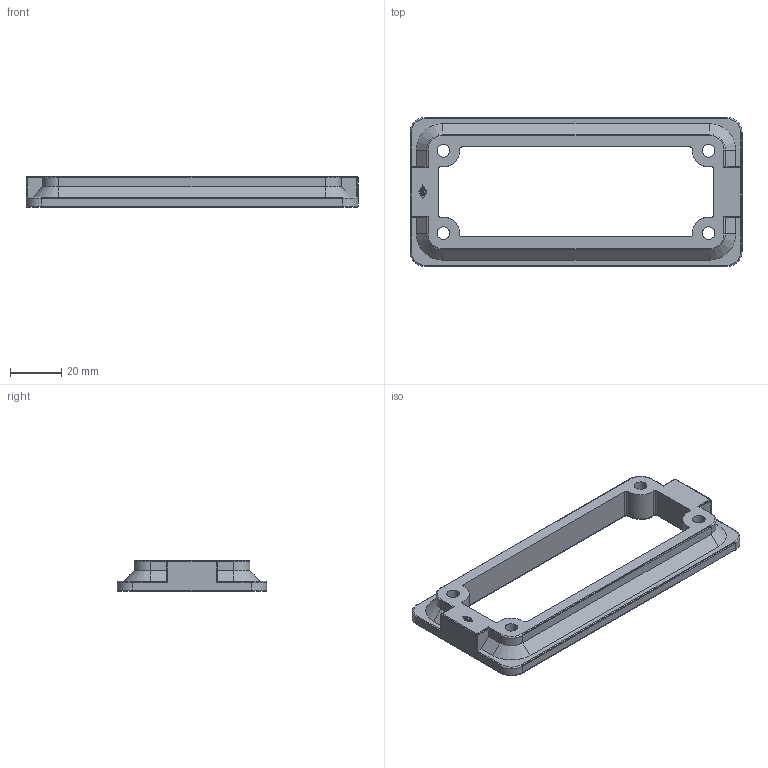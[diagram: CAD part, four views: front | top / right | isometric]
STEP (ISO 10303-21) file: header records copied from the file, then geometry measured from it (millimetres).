
FILE_DESCRIPTION((''),'2;1');
FILE_NAME('CG 16 FL.stp','2007-01-02T16:44:33',('gembarski'),(''),'Autodesk Inventor 7','Autodesk Inventor 7','');
FILE_SCHEMA(('AUTOMOTIVE_DESIGN { 1 0 10303 214 1 1 1 1 }'));
Length unit declared in the file: millimetre
Products named in the file (1): CG 16 FL
Bounding box: 129 x 58 x 12 mm (x, y, z)
Volume: 32370.6 mm3; surface area: 14922.1 mm2
Topology: 1 solids, 1 shells, 215 faces, 549 edges, 338 vertices
Faces by surface type: cylinder 110, plane 65, torus 32, sphere 4, cone 4
Entity records: 6538 total; most frequent: DIRECTION 1241, CARTESIAN_POINT 1099, ORIENTED_EDGE 1090, EDGE_CURVE 545, AXIS2_PLACEMENT_3D 480, VERTEX_POINT 338, VECTOR 281, LINE 281
